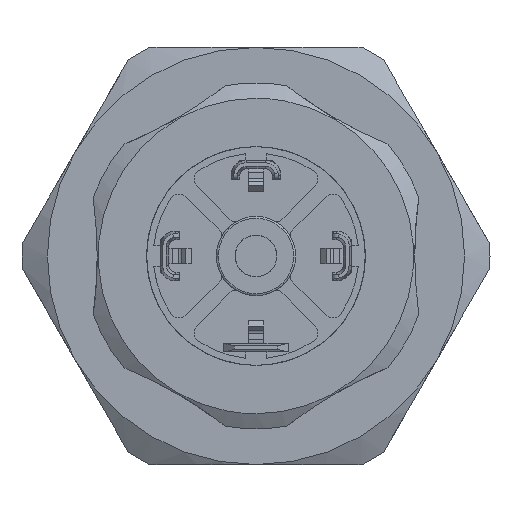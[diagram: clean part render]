
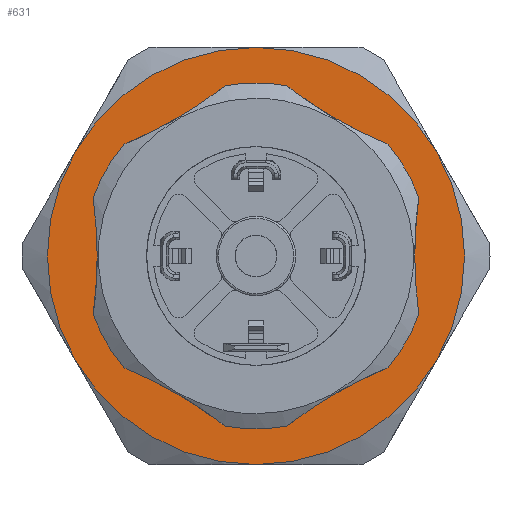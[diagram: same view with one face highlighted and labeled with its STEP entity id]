
A CAD part, front view. The second image highlights one B-rep face of the part: STEP entity #631.
In plain terms, the highlighted planar face has unit normal (0, -1, 0).
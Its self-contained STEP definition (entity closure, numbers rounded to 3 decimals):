
#631 = ADVANCED_FACE( '', ( #1432, #1433 ), #1434, .T. );
#1432 = FACE_OUTER_BOUND( '', #2618, .T. );
#1433 = FACE_BOUND( '', #2619, .T. );
#1434 = PLANE( '', #2620 );
#2618 = EDGE_LOOP( '', ( #4666, #4667, #4668, #4669, #4670, #4671 ) );
#2619 = EDGE_LOOP( '', ( #4672 ) );
#2620 = AXIS2_PLACEMENT_3D( '', #4673, #4674, #4675 );
#4666 = ORIENTED_EDGE( '', *, *, #6979, .T. );
#4667 = ORIENTED_EDGE( '', *, *, #6980, .T. );
#4668 = ORIENTED_EDGE( '', *, *, #6981, .T. );
#4669 = ORIENTED_EDGE( '', *, *, #6982, .T. );
#4670 = ORIENTED_EDGE( '', *, *, #6916, .T. );
#4671 = ORIENTED_EDGE( '', *, *, #6941, .T. );
#4672 = ORIENTED_EDGE( '', *, *, #6244, .F. );
#4673 = CARTESIAN_POINT( '', ( 20.5, -13.9, 0. ) );
#4674 = DIRECTION( '', ( 0., -1., 0. ) );
#4675 = DIRECTION( '', ( 1., 0., 0. ) );
#6244 = EDGE_CURVE( '', #7424, #7424, #7425, .T. );
#6916 = EDGE_CURVE( '', #8468, #7840, #8543, .T. );
#6941 = EDGE_CURVE( '', #7840, #8573, #8575, .T. );
#6979 = EDGE_CURVE( '', #8573, #8629, #8630, .T. );
#6980 = EDGE_CURVE( '', #8629, #8631, #8632, .T. );
#6981 = EDGE_CURVE( '', #8631, #8305, #8633, .T. );
#6982 = EDGE_CURVE( '', #8305, #8468, #8634, .T. );
#7424 = VERTEX_POINT( '', #9198 );
#7425 = CIRCLE( '', #9199, 14.2 );
#7840 = VERTEX_POINT( '', #10157 );
#8305 = VERTEX_POINT( '', #11168 );
#8468 = VERTEX_POINT( '', #11491 );
#8543 = CIRCLE( '', #11777, 20.5 );
#8573 = VERTEX_POINT( '', #11841 );
#8575 = CIRCLE( '', #11848, 20.5 );
#8629 = VERTEX_POINT( '', #11963 );
#8630 = CIRCLE( '', #11964, 20.5 );
#8631 = VERTEX_POINT( '', #11965 );
#8632 = CIRCLE( '', #11966, 20.5 );
#8633 = CIRCLE( '', #11967, 20.5 );
#8634 = CIRCLE( '', #11968, 20.5 );
#9198 = CARTESIAN_POINT( '', ( 14.2, -13.9, 0. ) );
#9199 = AXIS2_PLACEMENT_3D( '', #13395, #13396, #13397 );
#10157 = CARTESIAN_POINT( '', ( 17.754, -13.9, -10.25 ) );
#11168 = CARTESIAN_POINT( '', ( -17.754, -13.9, -10.25 ) );
#11491 = CARTESIAN_POINT( '', ( 0., -13.9, -20.5 ) );
#11777 = AXIS2_PLACEMENT_3D( '', #13860, #13861, #13862 );
#11841 = CARTESIAN_POINT( '', ( 17.754, -13.9, 10.25 ) );
#11848 = AXIS2_PLACEMENT_3D( '', #13878, #13879, #13880 );
#11963 = CARTESIAN_POINT( '', ( 0., -13.9, 20.5 ) );
#11964 = AXIS2_PLACEMENT_3D( '', #13897, #13898, #13899 );
#11965 = CARTESIAN_POINT( '', ( -17.754, -13.9, 10.25 ) );
#11966 = AXIS2_PLACEMENT_3D( '', #13900, #13901, #13902 );
#11967 = AXIS2_PLACEMENT_3D( '', #13903, #13904, #13905 );
#11968 = AXIS2_PLACEMENT_3D( '', #13906, #13907, #13908 );
#13395 = CARTESIAN_POINT( '', ( 0., -13.9, 0. ) );
#13396 = DIRECTION( '', ( 0., -1., 0. ) );
#13397 = DIRECTION( '', ( 1., 0., 0. ) );
#13860 = CARTESIAN_POINT( '', ( 0., -13.9, 0. ) );
#13861 = DIRECTION( '', ( 0., -1., 0. ) );
#13862 = DIRECTION( '', ( 1., 0., 0. ) );
#13878 = CARTESIAN_POINT( '', ( 0., -13.9, 0. ) );
#13879 = DIRECTION( '', ( 0., -1., 0. ) );
#13880 = DIRECTION( '', ( 1., 0., 0. ) );
#13897 = CARTESIAN_POINT( '', ( 0., -13.9, 0. ) );
#13898 = DIRECTION( '', ( 0., -1., 0. ) );
#13899 = DIRECTION( '', ( 1., 0., 0. ) );
#13900 = CARTESIAN_POINT( '', ( 0., -13.9, 0. ) );
#13901 = DIRECTION( '', ( 0., -1., 0. ) );
#13902 = DIRECTION( '', ( 1., 0., 0. ) );
#13903 = CARTESIAN_POINT( '', ( 0., -13.9, 0. ) );
#13904 = DIRECTION( '', ( 0., -1., 0. ) );
#13905 = DIRECTION( '', ( 1., 0., 0. ) );
#13906 = CARTESIAN_POINT( '', ( 0., -13.9, 0. ) );
#13907 = DIRECTION( '', ( 0., -1., 0. ) );
#13908 = DIRECTION( '', ( 1., 0., 0. ) );
